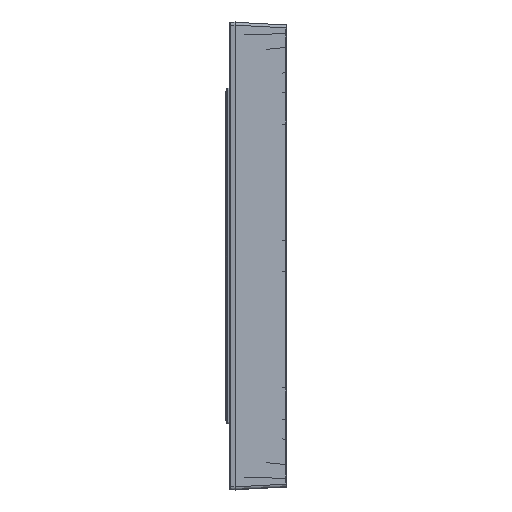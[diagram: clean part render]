
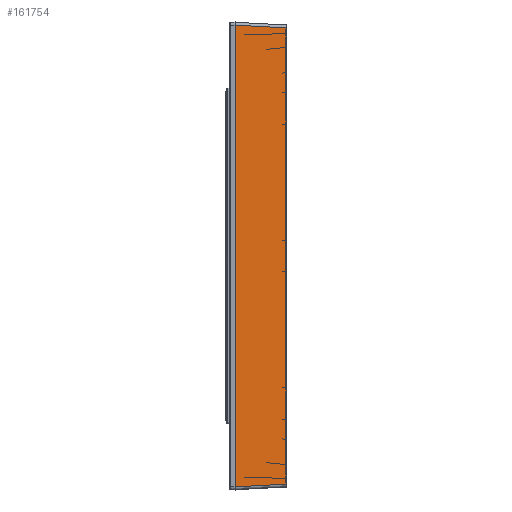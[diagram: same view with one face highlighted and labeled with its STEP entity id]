
A CAD part, left-side view. The second image highlights one B-rep face of the part: STEP entity #161754.
In plain terms, the highlighted planar face has unit normal (-0.999, -0.052, 0).
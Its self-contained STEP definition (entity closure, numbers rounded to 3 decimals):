
#44787=DIRECTION('',(0.,0.,1.));
#44788=VECTOR('',#44787,80.401);
#44789=CARTESIAN_POINT('',(-40.7,9.,-40.201));
#44790=LINE('105010',#44789,#44788);
#44928=CARTESIAN_POINT('',(-40.228,0.,39.729));
#44975=CARTESIAN_POINT('',(-40.228,0.,-39.729));
#45050=DIRECTION('',(0.052,-0.997,-0.052));
#45051=VECTOR('',#45050,9.025);
#45052=CARTESIAN_POINT('',(-40.7,9.,40.201));
#45053=LINE('104993',#45052,#45051);
#45057=DIRECTION('',(0.,0.,1.));
#45058=VECTOR('',#45057,79.458);
#45059=CARTESIAN_POINT('',(-40.228,0.,-39.729));
#45060=LINE('105006',#45059,#45058);
#45064=DIRECTION('',(0.052,-0.997,0.052));
#45065=VECTOR('',#45064,9.025);
#45066=CARTESIAN_POINT('',(-40.7,9.,-40.201));
#45067=LINE('105001',#45066,#45065);
#102464=VERTEX_POINT('',#44928);
#102468=CARTESIAN_POINT('',(-40.7,9.,40.201));
#102469=VERTEX_POINT('',#102468);
#102483=VERTEX_POINT('',#44975);
#102484=CARTESIAN_POINT('',(-40.7,9.,-40.201));
#102485=VERTEX_POINT('',#102484);
#161743=CARTESIAN_POINT('',(-40.7,9.,-40.7));
#161744=DIRECTION('',(0.999,0.052,0.));
#161745=DIRECTION('',(0.,0.,1.));
#161746=AXIS2_PLACEMENT_3D('',#161743,#161744,#161745);
#161747=PLANE('76592',#161746);
#161748=ORIENTED_EDGE('104993',*,*,#161582,.T.);
#161749=ORIENTED_EDGE('105006',*,*,#161613,.F.);
#161750=ORIENTED_EDGE('105001',*,*,#161731,.F.);
#161751=ORIENTED_EDGE('105010',*,*,#161531,.T.);
#161752=EDGE_LOOP('76592',(#161748,#161749,#161750,#161751));
#161753=FACE_OUTER_BOUND('76592',#161752,.F.);
#161754=ADVANCED_FACE('76592',(#161753),#161747,.F.);
#161531=EDGE_CURVE('105010',#102485,#102469,#44790,.T.);
#161582=EDGE_CURVE('104993',#102469,#102464,#45053,.T.);
#161613=EDGE_CURVE('105006',#102483,#102464,#45060,.T.);
#161731=EDGE_CURVE('105001',#102485,#102483,#45067,.T.);
